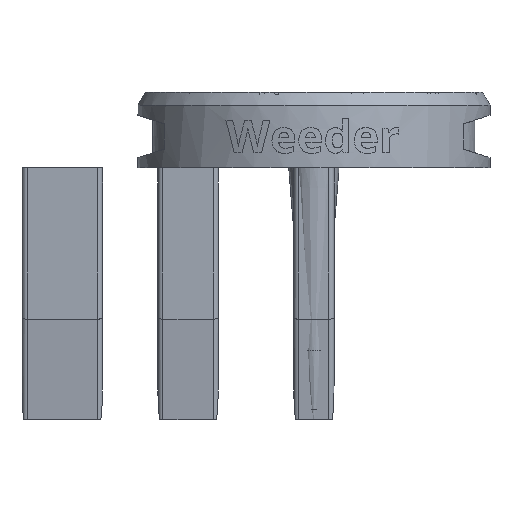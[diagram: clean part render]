
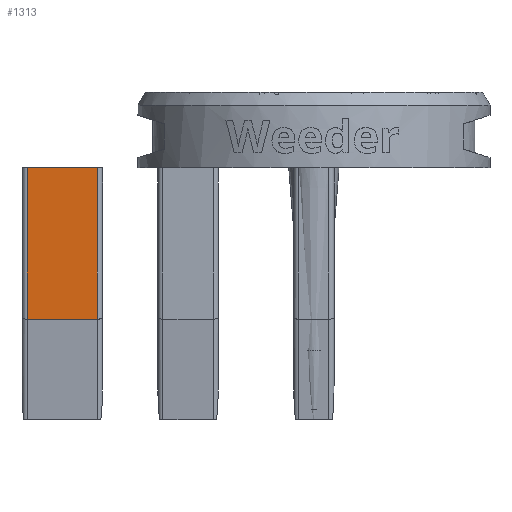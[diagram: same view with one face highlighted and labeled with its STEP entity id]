
A CAD part, front view. The second image highlights one B-rep face of the part: STEP entity #1313.
In plain terms, the highlighted planar face has unit normal (0, -0.999, -0.05).
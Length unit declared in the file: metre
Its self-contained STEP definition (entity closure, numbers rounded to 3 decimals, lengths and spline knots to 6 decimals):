
#1313 = ADVANCED_FACE( '', ( #2828 ), #2829, .T. );
#2828 = FACE_OUTER_BOUND( '', #4667, .T. );
#2829 = PLANE( '', #4668 );
#4667 = EDGE_LOOP( '', ( #8763, #8764, #8765, #8766 ) );
#4668 = AXIS2_PLACEMENT_3D( '', #8767, #8768, #8769 );
#8763 = ORIENTED_EDGE( '', *, *, #11163, .T. );
#8764 = ORIENTED_EDGE( '', *, *, #10204, .T. );
#8765 = ORIENTED_EDGE( '', *, *, #10885, .T. );
#8766 = ORIENTED_EDGE( '', *, *, #11164, .T. );
#8767 = CARTESIAN_POINT( '', ( -0.05, -0.0015, -0.05 ) );
#8768 = DIRECTION( '', ( 0., -0.999, -0.05 ) );
#8769 = DIRECTION( '', ( 1., 0., 0. ) );
#10204 = EDGE_CURVE( '', #12402, #12399, #12403, .F. );
#10885 = EDGE_CURVE( '', #12399, #13404, #13406, .T. );
#11163 = EDGE_CURVE( '', #11708, #12402, #13728, .T. );
#11164 = EDGE_CURVE( '', #13404, #11708, #13729, .F. );
#11708 = VERTEX_POINT( '', #14716 );
#12399 = VERTEX_POINT( '', #16096 );
#12402 = VERTEX_POINT( '', #16099 );
#12403 = LINE( '', #16100, #16101 );
#13404 = VERTEX_POINT( '', #17822 );
#13406 = LINE( '', #17824, #17825 );
#13728 = LINE( '', #18364, #18365 );
#13729 = LINE( '', #18366, #18367 );
#14716 = CARTESIAN_POINT( '', ( -0.057, -0.002499, -0.030025 ) );
#16096 = CARTESIAN_POINT( '', ( -0.043, -0.004, 0. ) );
#16099 = CARTESIAN_POINT( '', ( -0.043, -0.002499, -0.030025 ) );
#16100 = CARTESIAN_POINT( '', ( -0.043, -0.004, 0. ) );
#16101 = VECTOR( '', #19070, 1. );
#17822 = CARTESIAN_POINT( '', ( -0.057, -0.004, 0. ) );
#17824 = CARTESIAN_POINT( '', ( -0.051, -0.004, 0. ) );
#17825 = VECTOR( '', #19583, 1. );
#18364 = CARTESIAN_POINT( '', ( -0.05, -0.002499, -0.030025 ) );
#18365 = VECTOR( '', #19760, 1. );
#18366 = CARTESIAN_POINT( '', ( -0.057, -0.0015, -0.05 ) );
#18367 = VECTOR( '', #19761, 1. );
#19070 = DIRECTION( '', ( 0., 0.05, -0.999 ) );
#19583 = DIRECTION( '', ( -1., 0., 0. ) );
#19760 = DIRECTION( '', ( 1., 0., 0. ) );
#19761 = DIRECTION( '', ( 0., -0.05, 0.999 ) );
